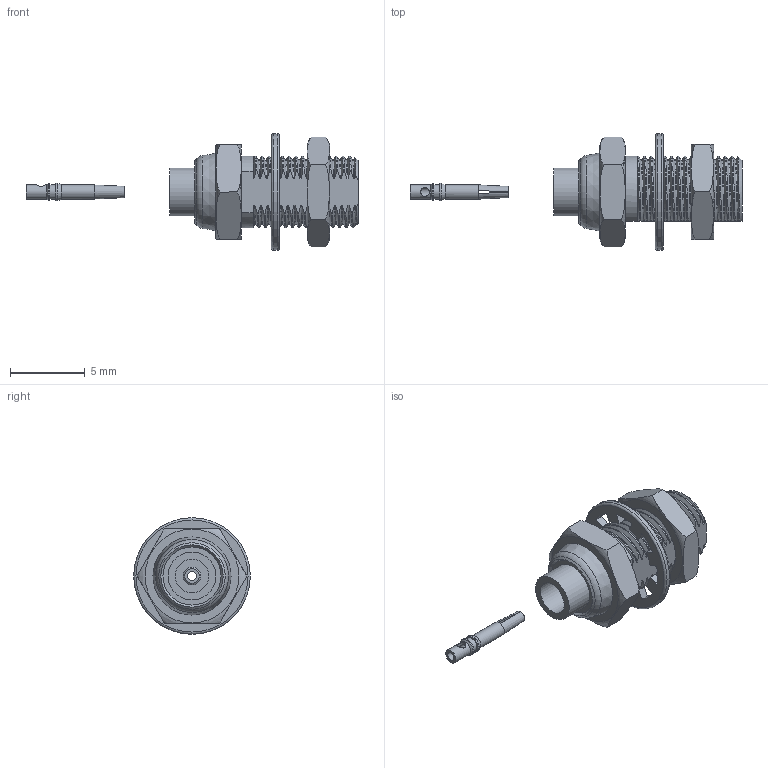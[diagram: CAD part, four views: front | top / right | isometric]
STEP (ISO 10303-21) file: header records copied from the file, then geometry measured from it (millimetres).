
FILE_DESCRIPTION(/* description */ ('Unknown'),/* implementation_level */ '2;1');
FILE_NAME(/* name */ '60629421110820',/* time_stamp */ '2019-04-01T16:27:04+02:00',/* author */ ('Unknown'),/* organization */ ('Unknown'),/* preprocessor_version */ 'ST-DEVELOPER v16.7',/* originating_system */ 'DEX',/* authorisation */ $);
FILE_SCHEMA (('AUTOMOTIVE_DESIGN {1 0 10303 214 3 1 1}'));
Length unit declared in the file: millimetre
Products named in the file (1): 60629421110820
Bounding box: 22.2 x 7.8 x 7.8 mm (x, y, z)
Volume: 203.6 mm3; surface area: 725.7 mm2
Topology: 3 solids, 3 shells, 253 faces, 770 edges, 510 vertices
Faces by surface type: plane 102, cylinder 92, bspline 35, cone 17, torus 7
Full cylindrical faces by diameter (mm): 0.6 x2, 0.96 x5, 1.157 x1, 1.2 x2, 1.38 x1, 1.52 x1, 1.7 x1, 2.24 x1, 2.5 x1, 2.89 x1, 2.9 x1, 3.2 x1, 3.45 x1, 4.17 x1, 7.8 x1
Entity records: 26105 total; most frequent: CARTESIAN_POINT 18622, ORIENTED_EDGE 1406, DIRECTION 1066, EDGE_CURVE 703, VERTEX_POINT 487, AXIS2_PLACEMENT_3D 415, EDGE_LOOP 338, FACE_BOUND 338
